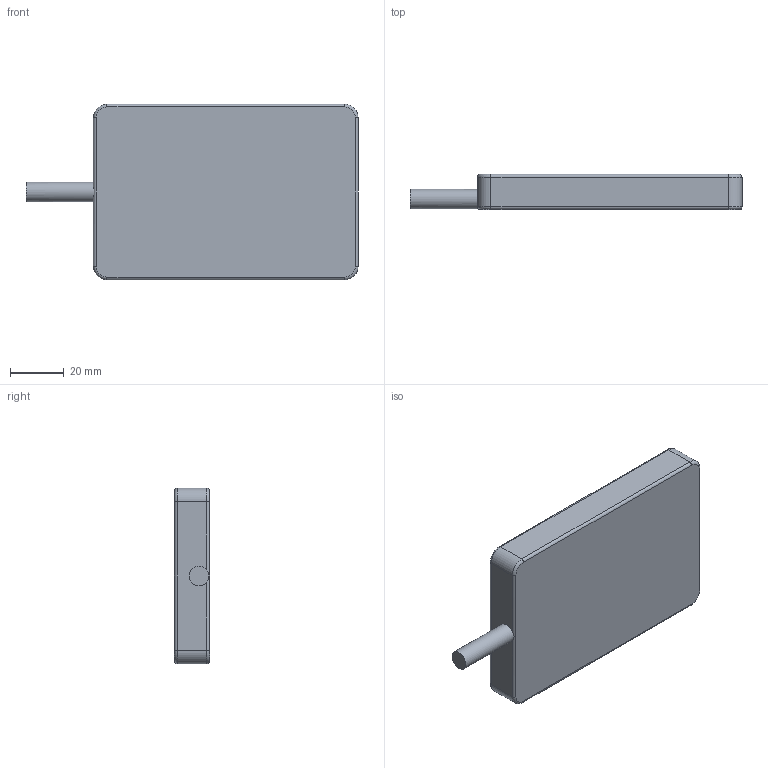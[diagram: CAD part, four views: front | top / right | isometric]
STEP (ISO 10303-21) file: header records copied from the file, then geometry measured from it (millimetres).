
FILE_DESCRIPTION(/* description */ (''),/* implementation_level */ '2;1');
FILE_NAME(/* name */ 'Reader_ACR122U v1.step',/* time_stamp */ '2022-05-16T06:24:25-04:00',/* author */ (''),/* organization */ (''),/* preprocessor_version */ 'ST-DEVELOPER v18.1',/* originating_system */ 'Autodesk Translation Framework v10.14.0.1471',/* authorisation */ '');
FILE_SCHEMA (('AUTOMOTIVE_DESIGN { 1 0 10303 214 3 1 1 }'));
Length unit declared in the file: millimetre
Products named in the file (1): Reader_ACR122U
Bounding box: 123 x 13 x 65 mm (x, y, z)
Volume: 78401.9 mm3; surface area: 17331.6 mm2
Topology: 1 solids, 1 shells, 38 faces, 89 edges, 54 vertices
Faces by surface type: plane 16, cylinder 14, torus 8
Full cylindrical faces by diameter (mm): 7.2 x1
Entity records: 1142 total; most frequent: CARTESIAN_POINT 213, DIRECTION 203, ORIENTED_EDGE 178, EDGE_CURVE 89, AXIS2_PLACEMENT_3D 78, VERTEX_POINT 54, LINE 47, VECTOR 47
